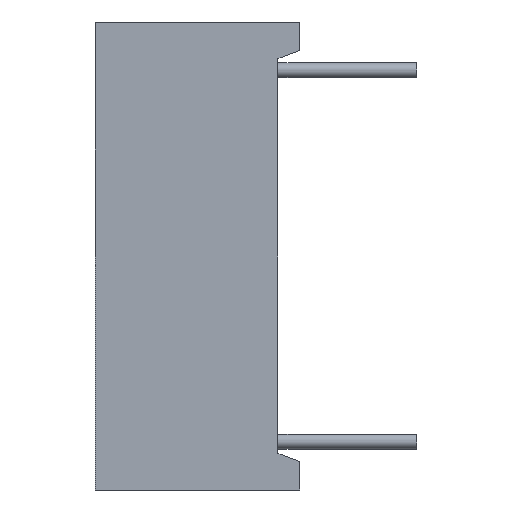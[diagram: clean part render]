
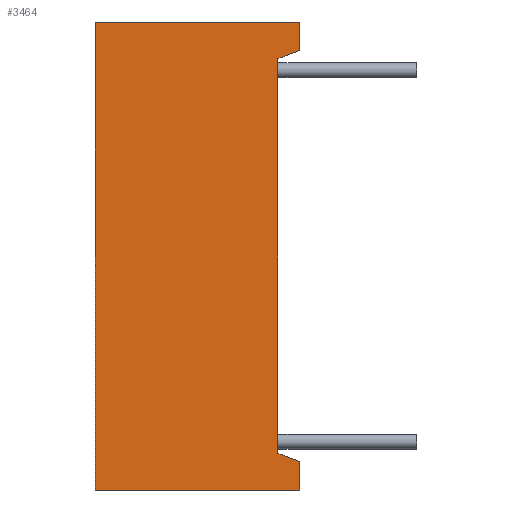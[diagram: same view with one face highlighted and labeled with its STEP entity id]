
A CAD part, left-side view. The second image highlights one B-rep face of the part: STEP entity #3464.
In plain terms, the highlighted planar face has unit normal (-1, 0, 0).
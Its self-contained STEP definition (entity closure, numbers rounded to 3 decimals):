
#899 = EDGE_CURVE ( 'NONE', #5315, #5317, #9150, .T. ) ;
#1939 = EDGE_LOOP ( 'NONE', ( #5815, #5814, #5813, #5811, #5812, #5816, #5810, #5808 ) ) ;
#2168 = VECTOR ( 'NONE', #9152, 1000. ) ;
#2230 = LINE ( 'NONE', #2231, #11531 ) ;
#2231 = CARTESIAN_POINT ( 'NONE',  ( -10.1, -6.25, -13.725 ) ) ;
#2232 = DIRECTION ( 'NONE',  ( 0., 0., -1. ) ) ;
#2286 = CARTESIAN_POINT ( 'NONE',  ( -10.1, 0., -8. ) ) ;
#2288 = CARTESIAN_POINT ( 'NONE',  ( -10.1, 0., 8. ) ) ;
#2329 = CARTESIAN_POINT ( 'NONE',  ( -10.1, -7., -8. ) ) ;
#2330 = CARTESIAN_POINT ( 'NONE',  ( -10.1, -7., 7.023 ) ) ;
#2333 = CARTESIAN_POINT ( 'NONE',  ( -10.1, -7., 8. ) ) ;
#3464 = ADVANCED_FACE ( 'NONE', ( #15110 ), #3831, .T. ) ;
#3831 = PLANE ( 'NONE',  #15116 ) ;
#3832 = CARTESIAN_POINT ( 'NONE',  ( -10.1, -7., 0. ) ) ;
#3833 = DIRECTION ( 'NONE',  ( -1., 0., 0. ) ) ;
#3834 = DIRECTION ( 'NONE',  ( 0., 0., 1. ) ) ;
#5173 = EDGE_CURVE ( 'NONE', #5358, #5315, #6797, .T. ) ;
#5174 = EDGE_CURVE ( 'NONE', #5362, #5317, #6800, .T. ) ;
#5175 = EDGE_CURVE ( 'NONE', #5359, #16176, #6803, .T. ) ;
#5181 = EDGE_CURVE ( 'NONE', #5359, #5362, #6821, .T. ) ;
#5190 = EDGE_CURVE ( 'NONE', #5358, #16277, #6848, .T. ) ;
#5246 = EDGE_CURVE ( 'NONE', #16176, #16177, #2230, .T. ) ;
#5315 = VERTEX_POINT ( 'NONE', #2286 ) ;
#5317 = VERTEX_POINT ( 'NONE', #2288 ) ;
#5358 = VERTEX_POINT ( 'NONE', #2329 ) ;
#5359 = VERTEX_POINT ( 'NONE', #2330 ) ;
#5362 = VERTEX_POINT ( 'NONE', #2333 ) ;
#5808 = ORIENTED_EDGE ( 'NONE', *, *, #5173, .F. ) ;
#5810 = ORIENTED_EDGE ( 'NONE', *, *, #899, .F. ) ;
#5811 = ORIENTED_EDGE ( 'NONE', *, *, #5175, .F. ) ;
#5812 = ORIENTED_EDGE ( 'NONE', *, *, #5181, .T. ) ;
#5813 = ORIENTED_EDGE ( 'NONE', *, *, #5246, .F. ) ;
#5814 = ORIENTED_EDGE ( 'NONE', *, *, #11108, .F. ) ;
#5815 = ORIENTED_EDGE ( 'NONE', *, *, #5190, .T. ) ;
#5816 = ORIENTED_EDGE ( 'NONE', *, *, #5174, .T. ) ;
#6797 = LINE ( 'NONE', #6798, #11463 ) ;
#6798 = CARTESIAN_POINT ( 'NONE',  ( -10.1, -7., -8. ) ) ;
#6799 = DIRECTION ( 'NONE',  ( 0., 1., 0. ) ) ;
#6800 = LINE ( 'NONE', #6801, #11464 ) ;
#6801 = CARTESIAN_POINT ( 'NONE',  ( -10.1, -7., 8. ) ) ;
#6802 = DIRECTION ( 'NONE',  ( 0., 1., 0. ) ) ;
#6803 = LINE ( 'NONE', #6804, #11465 ) ;
#6804 = CARTESIAN_POINT ( 'NONE',  ( -10.1, 2.759, 3.471 ) ) ;
#6805 = DIRECTION ( 'NONE',  ( 0., 0.94, -0.342 ) ) ;
#6821 = LINE ( 'NONE', #6822, #11471 ) ;
#6822 = CARTESIAN_POINT ( 'NONE',  ( -10.1, -7., 0. ) ) ;
#6823 = DIRECTION ( 'NONE',  ( 0., 0., 1. ) ) ;
#6848 = LINE ( 'NONE', #6849, #11480 ) ;
#6849 = CARTESIAN_POINT ( 'NONE',  ( -10.1, -7., 0. ) ) ;
#6850 = DIRECTION ( 'NONE',  ( 0., 0., 1. ) ) ;
#9150 = LINE ( 'NONE', #9151, #2168 ) ;
#9151 = CARTESIAN_POINT ( 'NONE',  ( -10.1, 0., 0. ) ) ;
#9152 = DIRECTION ( 'NONE',  ( 0., 0., 1. ) ) ;
#11108 = EDGE_CURVE ( 'NONE', #16177, #16277, #14153, .T. ) ;
#11463 = VECTOR ( 'NONE', #6799, 1000. ) ;
#11464 = VECTOR ( 'NONE', #6802, 1000. ) ;
#11465 = VECTOR ( 'NONE', #6805, 1000. ) ;
#11471 = VECTOR ( 'NONE', #6823, 1000. ) ;
#11480 = VECTOR ( 'NONE', #6850, 1000. ) ;
#11531 = VECTOR ( 'NONE', #2232, 1000. ) ;
#13742 = VECTOR ( 'NONE', #14155, 1000. ) ;
#14153 = LINE ( 'NONE', #14154, #13742 ) ;
#14154 = CARTESIAN_POINT ( 'NONE',  ( -10.1, -6.064, -6.682 ) ) ;
#14155 = DIRECTION ( 'NONE',  ( 0., -0.94, -0.342 ) ) ;
#14691 = CARTESIAN_POINT ( 'NONE',  ( -10.1, -6.25, 6.75 ) ) ;
#14692 = CARTESIAN_POINT ( 'NONE',  ( -10.1, -6.25, -6.75 ) ) ;
#14792 = CARTESIAN_POINT ( 'NONE',  ( -10.1, -7., -7.023 ) ) ;
#15110 = FACE_OUTER_BOUND ( 'NONE', #1939, .T. ) ;
#15116 = AXIS2_PLACEMENT_3D ( 'NONE', #3832, #3833, #3834 ) ;
#16176 = VERTEX_POINT ( 'NONE', #14691 ) ;
#16177 = VERTEX_POINT ( 'NONE', #14692 ) ;
#16277 = VERTEX_POINT ( 'NONE', #14792 ) ;
